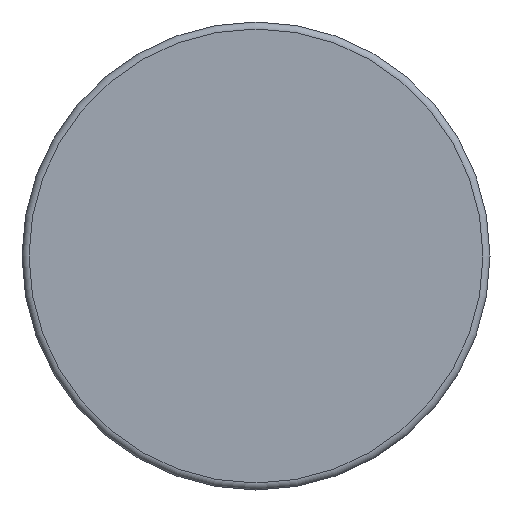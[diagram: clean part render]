
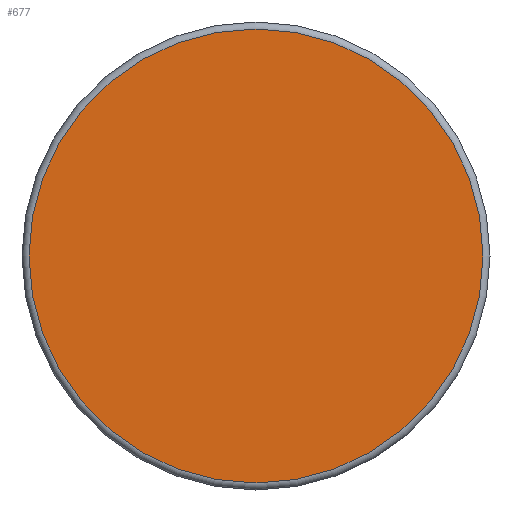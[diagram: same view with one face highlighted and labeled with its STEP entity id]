
A CAD part, front view. The second image highlights one B-rep face of the part: STEP entity #677.
In plain terms, the highlighted planar face has unit normal (0, -1, 0).
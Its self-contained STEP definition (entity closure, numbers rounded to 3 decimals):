
#141=FACE_OUTER_BOUND('',#183,.T.);
#183=EDGE_LOOP('',(#545,#546));
#222=CIRCLE('',#762,9.718);
#223=CIRCLE('',#763,9.718);
#297=VERTEX_POINT('',#1206);
#298=VERTEX_POINT('',#1207);
#389=EDGE_CURVE('',#297,#298,#222,.T.);
#390=EDGE_CURVE('',#298,#297,#223,.T.);
#545=ORIENTED_EDGE('',*,*,#389,.F.);
#546=ORIENTED_EDGE('',*,*,#390,.F.);
#649=PLANE('',#761);
#677=ADVANCED_FACE('',(#141),#649,.T.);
#761=AXIS2_PLACEMENT_3D('',#1205,#926,#927);
#762=AXIS2_PLACEMENT_3D('',#1208,#928,#929);
#763=AXIS2_PLACEMENT_3D('',#1209,#930,#931);
#926=DIRECTION('center_axis',(0.,-1.,0.));
#927=DIRECTION('ref_axis',(0.,0.,-1.));
#928=DIRECTION('center_axis',(0.,1.,0.));
#929=DIRECTION('ref_axis',(-1.,0.,0.));
#930=DIRECTION('center_axis',(0.,1.,0.));
#931=DIRECTION('ref_axis',(-1.,0.,0.));
#1205=CARTESIAN_POINT('Origin',(-4.859,0.,0.));
#1206=CARTESIAN_POINT('',(-9.718,0.,0.));
#1207=CARTESIAN_POINT('',(0.,0.,-9.718));
#1208=CARTESIAN_POINT('Origin',(0.,0.,0.));
#1209=CARTESIAN_POINT('Origin',(0.,0.,0.));
